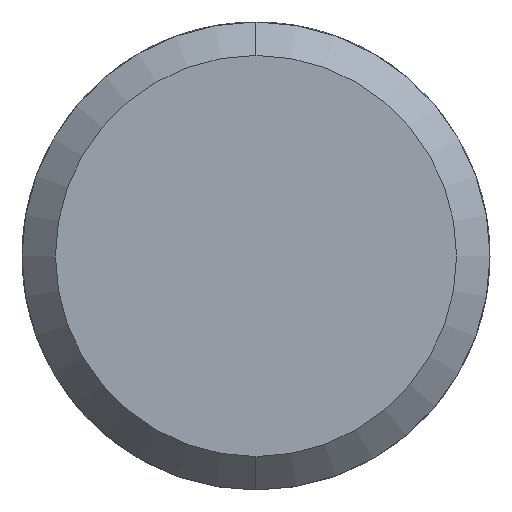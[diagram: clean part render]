
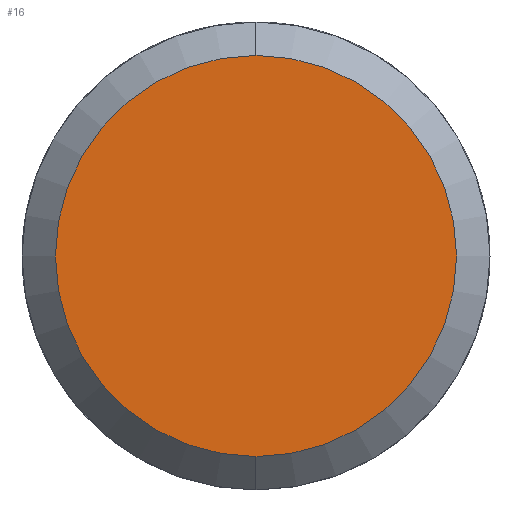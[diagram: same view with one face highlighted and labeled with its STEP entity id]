
A CAD part, left-side view. The second image highlights one B-rep face of the part: STEP entity #16.
In plain terms, the highlighted planar face has unit normal (-1, 0, 0).
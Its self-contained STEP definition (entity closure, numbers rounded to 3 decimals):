
#8 = EDGE_CURVE ( 'NONE', #190, #200, #193, .T. ) ;
#13 = ORIENTED_EDGE ( 'NONE', *, *, #8, .T. ) ;
#16 = ADVANCED_FACE ( 'NONE', ( #172 ), #99, .T. ) ;
#17 = ORIENTED_EDGE ( 'NONE', *, *, #18, .T. ) ;
#18 = EDGE_CURVE ( 'NONE', #200, #190, #244, .T. ) ;
#64 = EDGE_LOOP ( 'NONE', ( #17, #13 ) ) ;
#99 = PLANE ( 'NONE',  #169 ) ;
#164 = DIRECTION ( 'NONE',  ( -1., 0., 0. ) ) ;
#166 = CARTESIAN_POINT ( 'NONE',  ( 0., 0., 0. ) ) ;
#167 = DIRECTION ( 'NONE',  ( 0., 0., 1. ) ) ;
#168 = DIRECTION ( 'NONE',  ( -1., 0., 0. ) ) ;
#169 = AXIS2_PLACEMENT_3D ( 'NONE', #166, #243, #242 ) ;
#172 = FACE_OUTER_BOUND ( 'NONE', #64, .T. ) ;
#174 = CARTESIAN_POINT ( 'NONE',  ( 0., 0., 0. ) ) ;
#178 = AXIS2_PLACEMENT_3D ( 'NONE', #174, #168, #167 ) ;
#190 = VERTEX_POINT ( 'NONE', #319 ) ;
#193 = CIRCLE ( 'NONE', #178, 3. ) ;
#200 = VERTEX_POINT ( 'NONE', #294 ) ;
#239 = DIRECTION ( 'NONE',  ( 0., 0., 1. ) ) ;
#242 = DIRECTION ( 'NONE',  ( 0., 0., 1. ) ) ;
#243 = DIRECTION ( 'NONE',  ( -1., 0., 0. ) ) ;
#244 = CIRCLE ( 'NONE', #249, 3. ) ;
#247 = CARTESIAN_POINT ( 'NONE',  ( 0., 0., 0. ) ) ;
#249 = AXIS2_PLACEMENT_3D ( 'NONE', #247, #164, #239 ) ;
#294 = CARTESIAN_POINT ( 'NONE',  ( 0., 0., -3. ) ) ;
#319 = CARTESIAN_POINT ( 'NONE',  ( 0., 0., 3. ) ) ;
